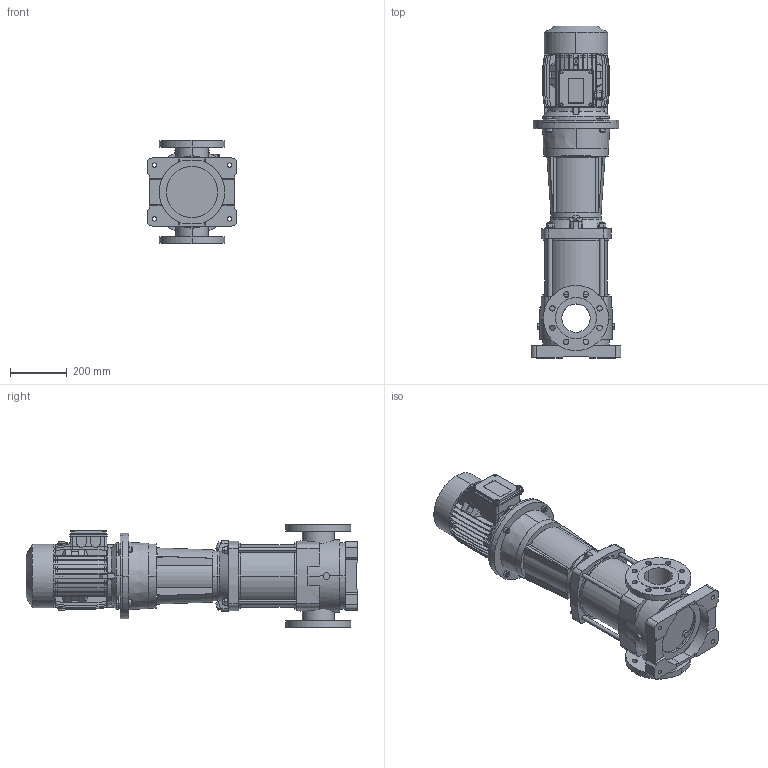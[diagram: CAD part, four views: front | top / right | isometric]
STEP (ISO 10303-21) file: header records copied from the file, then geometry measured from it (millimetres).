
FILE_DESCRIPTION (( 'STEP AP203' ), '1' );
FILE_NAME ('4.93.632.02swa01.step', '2023-04-13T11:52:40', ( '' ), ( '' ), 'SwSTEP 2.0', 'SolidWorks 2020', '' );
FILE_SCHEMA (( 'CONFIG_CONTROL_DESIGN' ));
Length unit declared in the file: millimetre
Products named in the file (9): 4_93_631_02_REV00; 10007576swa02_M112 ANONIMO; 10007434swp01_112 ANONIMO; 10007671swn00_M25x1,5; 10000016swn00_M12x50 A2-70; 10007568swp00_M112 B5-De300; 10007670swn00_M25x1.5; 10000005swn00_M12 A2-70; 4.93.632.02swa01
Assembly tree (14 placements, depth 3):
  4.93.632.02swa01
    4_93_631_02_REV00
    10007576swa02_M112 ANONIMO
      10007568swp00_M112 B5-De300
      10007434swp01_112 ANONIMO
      10007670swn00_M25x1.5
      10007671swn00_M25x1,5
    10000016swn00_M12x50 A2-70  x4
    10000005swn00_M12 A2-70  x4
Bounding box: 316 x 1169.2 x 365 mm (x, y, z)
Volume: 13154679.9 mm3; surface area: 2795104.4 mm2
Topology: 12 solids, 36 shells, 1799 faces, 4648 edges, 3004 vertices
Faces by surface type: plane 1088, cylinder 420, cone 238, bspline 47, torus 6
Full cylindrical faces by diameter (mm): 18.631 x1
Entity records: 56339 total; most frequent: CARTESIAN_POINT 15133, ORIENTED_EDGE 8629, DIRECTION 7839, EDGE_CURVE 4318, VERTEX_POINT 2828, LINE 2729, VECTOR 2729, AXIS2_PLACEMENT_3D 2555
